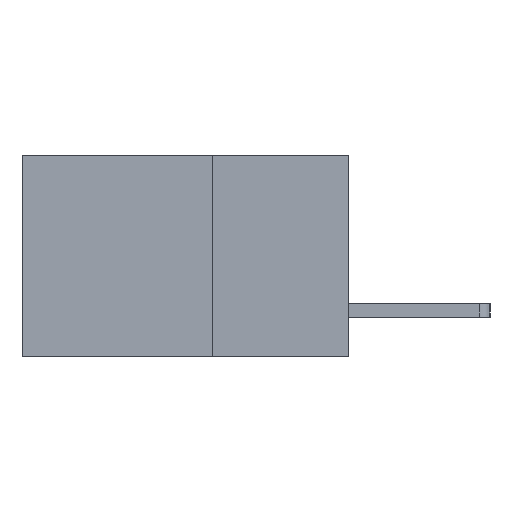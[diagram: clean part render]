
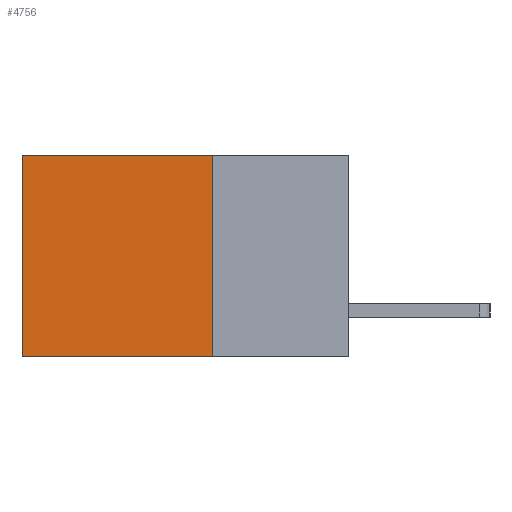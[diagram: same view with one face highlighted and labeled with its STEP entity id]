
A CAD part, left-side view. The second image highlights one B-rep face of the part: STEP entity #4756.
In plain terms, the highlighted planar face has unit normal (-1, 0, 0).
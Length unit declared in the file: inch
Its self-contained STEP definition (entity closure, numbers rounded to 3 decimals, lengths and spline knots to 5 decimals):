
#571 = CARTESIAN_POINT ( 'NONE',  ( 0.2615, 0.25, 0. ) ) ;
#608 = EDGE_LOOP ( 'NONE', ( #3453, #4666, #8504, #4648 ) ) ;
#751 = EDGE_CURVE ( 'NONE', #2254, #3116, #6285, .T. ) ;
#838 = DIRECTION ( 'NONE',  ( 0., 0., -1. ) ) ;
#1019 = VECTOR ( 'NONE', #7890, 39.37008 ) ;
#1624 = VECTOR ( 'NONE', #7650, 39.37008 ) ;
#2077 = CARTESIAN_POINT ( 'NONE',  ( 0.2615, 0.6, 0. ) ) ;
#2254 = VERTEX_POINT ( 'NONE', #2077 ) ;
#2585 = VECTOR ( 'NONE', #6546, 39.37008 ) ;
#2601 = EDGE_CURVE ( 'NONE', #9228, #3976, #6008, .T. ) ;
#2703 = LINE ( 'NONE', #571, #1019 ) ;
#3116 = VERTEX_POINT ( 'NONE', #6780 ) ;
#3191 = CARTESIAN_POINT ( 'NONE',  ( 0.2615, 0.25, -0.37 ) ) ;
#3407 = CARTESIAN_POINT ( 'NONE',  ( 0.2615, 0.25, -0.37 ) ) ;
#3453 = ORIENTED_EDGE ( 'NONE', *, *, #751, .T. ) ;
#3976 = VERTEX_POINT ( 'NONE', #4412 ) ;
#4069 = FACE_OUTER_BOUND ( 'NONE', #608, .T. ) ;
#4412 = CARTESIAN_POINT ( 'NONE',  ( 0.2615, 0.25, -0.37 ) ) ;
#4484 = CARTESIAN_POINT ( 'NONE',  ( 0.2615, 0.25, -0.37 ) ) ;
#4581 = AXIS2_PLACEMENT_3D ( 'NONE', #4484, #5232, #838 ) ;
#4648 = ORIENTED_EDGE ( 'NONE', *, *, #8941, .T. ) ;
#4666 = ORIENTED_EDGE ( 'NONE', *, *, #6762, .F. ) ;
#4756 = ADVANCED_FACE ( 'NONE', ( #4069 ), #8850, .F. ) ;
#5232 = DIRECTION ( 'NONE',  ( 1., 0., 0. ) ) ;
#5804 = CARTESIAN_POINT ( 'NONE',  ( 0.2615, 0.6, -0.37 ) ) ;
#6008 = LINE ( 'NONE', #3191, #1624 ) ;
#6285 = LINE ( 'NONE', #5804, #2585 ) ;
#6546 = DIRECTION ( 'NONE',  ( 0., 0., -1. ) ) ;
#6762 = EDGE_CURVE ( 'NONE', #3976, #3116, #8587, .T. ) ;
#6780 = CARTESIAN_POINT ( 'NONE',  ( 0.2615, 0.6, -0.37 ) ) ;
#7650 = DIRECTION ( 'NONE',  ( 0., 0., -1. ) ) ;
#7890 = DIRECTION ( 'NONE',  ( 0., 1., 0. ) ) ;
#8172 = CARTESIAN_POINT ( 'NONE',  ( 0.2615, 0.25, 0. ) ) ;
#8368 = VECTOR ( 'NONE', #8505, 39.37008 ) ;
#8504 = ORIENTED_EDGE ( 'NONE', *, *, #2601, .F. ) ;
#8505 = DIRECTION ( 'NONE',  ( 0., 1., 0. ) ) ;
#8587 = LINE ( 'NONE', #3407, #8368 ) ;
#8850 = PLANE ( 'NONE',  #4581 ) ;
#8941 = EDGE_CURVE ( 'NONE', #9228, #2254, #2703, .T. ) ;
#9228 = VERTEX_POINT ( 'NONE', #8172 ) ;
